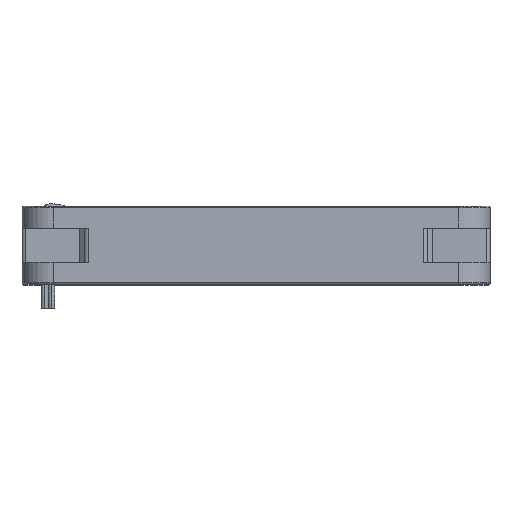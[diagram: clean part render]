
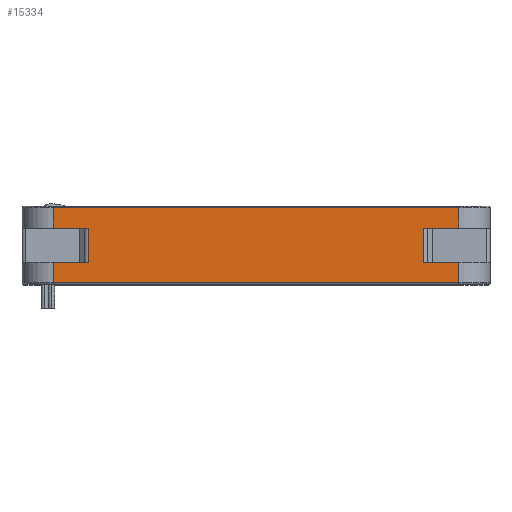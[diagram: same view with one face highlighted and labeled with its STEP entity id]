
A CAD part, top view. The second image highlights one B-rep face of the part: STEP entity #15334.
In plain terms, the highlighted planar face has unit normal (0, 0, 1).
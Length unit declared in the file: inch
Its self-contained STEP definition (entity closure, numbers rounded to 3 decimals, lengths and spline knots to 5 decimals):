
#193 = VECTOR ( 'NONE', #3052, 39.37008 ) ;
#424 = EDGE_CURVE ( 'NONE', #11469, #2412, #11623, .T. ) ;
#921 = CARTESIAN_POINT ( 'NONE',  ( -0.84646, 2.0162, 1.1811 ) ) ;
#1107 = CARTESIAN_POINT ( 'NONE',  ( 1.02362, 0.3937, 1.1811 ) ) ;
#1145 = VECTOR ( 'NONE', #4780, 39.37008 ) ;
#1201 = DIRECTION ( 'NONE',  ( 1., 0., 0. ) ) ;
#1324 = ORIENTED_EDGE ( 'NONE', *, *, #16357, .T. ) ;
#1537 = LINE ( 'NONE', #21225, #17645 ) ;
#1681 = CARTESIAN_POINT ( 'NONE',  ( 1.02362, 0.3937, 1.1811 ) ) ;
#1761 = VERTEX_POINT ( 'NONE', #2483 ) ;
#1876 = LINE ( 'NONE', #7263, #3108 ) ;
#2292 = VERTEX_POINT ( 'NONE', #8329 ) ;
#2322 = VERTEX_POINT ( 'NONE', #18408 ) ;
#2412 = VERTEX_POINT ( 'NONE', #17494 ) ;
#2483 = CARTESIAN_POINT ( 'NONE',  ( 1.02362, 0.11024, 1.1811 ) ) ;
#2630 = DIRECTION ( 'NONE',  ( 0., -1., 0. ) ) ;
#2673 = ORIENTED_EDGE ( 'NONE', *, *, #7426, .F. ) ;
#3052 = DIRECTION ( 'NONE',  ( 0., -1., 0. ) ) ;
#3101 = LINE ( 'NONE', #5275, #18396 ) ;
#3108 = VECTOR ( 'NONE', #10861, 39.37008 ) ;
#3299 = FACE_OUTER_BOUND ( 'NONE', #19146, .T. ) ;
#3334 = DIRECTION ( 'NONE',  ( -1., 0., 0. ) ) ;
#4293 = DIRECTION ( 'NONE',  ( 0., -1., 0. ) ) ;
#4553 = EDGE_CURVE ( 'NONE', #1761, #21360, #12826, .T. ) ;
#4645 = CARTESIAN_POINT ( 'NONE',  ( 1.02362, 0.00787, 1.1811 ) ) ;
#4761 = CARTESIAN_POINT ( 'NONE',  ( 1.02362, 0.28346, 1.1811 ) ) ;
#4780 = DIRECTION ( 'NONE',  ( 1., 0., 0. ) ) ;
#4877 = ORIENTED_EDGE ( 'NONE', *, *, #16441, .T. ) ;
#5057 = CARTESIAN_POINT ( 'NONE',  ( 1.02362, 0.28346, 1.1811 ) ) ;
#5163 = LINE ( 'NONE', #5057, #5863 ) ;
#5240 = DIRECTION ( 'NONE',  ( -1., 0., 0. ) ) ;
#5275 = CARTESIAN_POINT ( 'NONE',  ( 1.02362, 0.11024, 1.1811 ) ) ;
#5342 = CARTESIAN_POINT ( 'NONE',  ( -0.84646, 0.28346, 1.1811 ) ) ;
#5446 = CARTESIAN_POINT ( 'NONE',  ( 0.84646, 0.11024, 1.1811 ) ) ;
#5863 = VECTOR ( 'NONE', #12306, 39.37008 ) ;
#6096 = EDGE_CURVE ( 'NONE', #8181, #21360, #11621, .T. ) ;
#6210 = VECTOR ( 'NONE', #6927, 39.37008 ) ;
#6497 = LINE ( 'NONE', #20692, #1145 ) ;
#6927 = DIRECTION ( 'NONE',  ( -1., 0., 0. ) ) ;
#6964 = CARTESIAN_POINT ( 'NONE',  ( 0.84646, 0.28346, 1.1811 ) ) ;
#7263 = CARTESIAN_POINT ( 'NONE',  ( 1.02362, 0.3937, 1.1811 ) ) ;
#7426 = EDGE_CURVE ( 'NONE', #1761, #22782, #1876, .T. ) ;
#7893 = VERTEX_POINT ( 'NONE', #14079 ) ;
#7964 = ORIENTED_EDGE ( 'NONE', *, *, #15963, .T. ) ;
#8181 = VERTEX_POINT ( 'NONE', #6964 ) ;
#8329 = CARTESIAN_POINT ( 'NONE',  ( 1.02362, 0.38583, 1.1811 ) ) ;
#8780 = DIRECTION ( 'NONE',  ( 0., 0., -1. ) ) ;
#8848 = ORIENTED_EDGE ( 'NONE', *, *, #16059, .T. ) ;
#8938 = VECTOR ( 'NONE', #2630, 39.37008 ) ;
#9339 = ORIENTED_EDGE ( 'NONE', *, *, #18816, .T. ) ;
#9464 = CARTESIAN_POINT ( 'NONE',  ( -1.02362, 0.3937, 1.1811 ) ) ;
#10861 = DIRECTION ( 'NONE',  ( 0., -1., 0. ) ) ;
#11290 = EDGE_CURVE ( 'NONE', #2292, #7893, #20577, .T. ) ;
#11469 = VERTEX_POINT ( 'NONE', #5342 ) ;
#11621 = LINE ( 'NONE', #18435, #8938 ) ;
#11623 = LINE ( 'NONE', #921, #12147 ) ;
#11799 = VECTOR ( 'NONE', #4293, 39.37008 ) ;
#11872 = ORIENTED_EDGE ( 'NONE', *, *, #11290, .F. ) ;
#12147 = VECTOR ( 'NONE', #13125, 39.37008 ) ;
#12306 = DIRECTION ( 'NONE',  ( 1., 0., 0. ) ) ;
#12826 = LINE ( 'NONE', #21797, #15208 ) ;
#13125 = DIRECTION ( 'NONE',  ( 0., -1., 0. ) ) ;
#13221 = VECTOR ( 'NONE', #1201, 39.37008 ) ;
#13646 = LINE ( 'NONE', #4761, #13221 ) ;
#14074 = VERTEX_POINT ( 'NONE', #16057 ) ;
#14079 = CARTESIAN_POINT ( 'NONE',  ( 1.02362, 0.28346, 1.1811 ) ) ;
#14280 = ORIENTED_EDGE ( 'NONE', *, *, #15759, .T. ) ;
#14335 = VERTEX_POINT ( 'NONE', #15689 ) ;
#15010 = AXIS2_PLACEMENT_3D ( 'NONE', #1681, #8780, #5240 ) ;
#15208 = VECTOR ( 'NONE', #21465, 39.37008 ) ;
#15334 = ADVANCED_FACE ( 'NONE', ( #3299 ), #17821, .F. ) ;
#15689 = CARTESIAN_POINT ( 'NONE',  ( -1.02362, 0.38583, 1.1811 ) ) ;
#15759 = EDGE_CURVE ( 'NONE', #8181, #7893, #13646, .T. ) ;
#15963 = EDGE_CURVE ( 'NONE', #14335, #2322, #1537, .T. ) ;
#16057 = CARTESIAN_POINT ( 'NONE',  ( -1.02362, 0.11024, 1.1811 ) ) ;
#16059 = EDGE_CURVE ( 'NONE', #2292, #14335, #19511, .T. ) ;
#16357 = EDGE_CURVE ( 'NONE', #2412, #14074, #3101, .T. ) ;
#16441 = EDGE_CURVE ( 'NONE', #2322, #11469, #5163, .T. ) ;
#16702 = ORIENTED_EDGE ( 'NONE', *, *, #4553, .T. ) ;
#16870 = VERTEX_POINT ( 'NONE', #17505 ) ;
#17085 = ORIENTED_EDGE ( 'NONE', *, *, #6096, .F. ) ;
#17464 = CARTESIAN_POINT ( 'NONE',  ( 1.02362, 0.38583, 1.1811 ) ) ;
#17494 = CARTESIAN_POINT ( 'NONE',  ( -0.84646, 0.11024, 1.1811 ) ) ;
#17505 = CARTESIAN_POINT ( 'NONE',  ( -1.02362, 0.00787, 1.1811 ) ) ;
#17645 = VECTOR ( 'NONE', #22597, 39.37008 ) ;
#17821 = PLANE ( 'NONE',  #15010 ) ;
#18396 = VECTOR ( 'NONE', #3334, 39.37008 ) ;
#18408 = CARTESIAN_POINT ( 'NONE',  ( -1.02362, 0.28346, 1.1811 ) ) ;
#18435 = CARTESIAN_POINT ( 'NONE',  ( 0.84646, 2.0162, 1.1811 ) ) ;
#18816 = EDGE_CURVE ( 'NONE', #14074, #16870, #19986, .T. ) ;
#19009 = EDGE_CURVE ( 'NONE', #16870, #22782, #6497, .T. ) ;
#19146 = EDGE_LOOP ( 'NONE', ( #9339, #20354, #2673, #16702, #17085, #14280, #11872, #8848, #7964, #4877, #19799, #1324 ) ) ;
#19511 = LINE ( 'NONE', #17464, #6210 ) ;
#19799 = ORIENTED_EDGE ( 'NONE', *, *, #424, .T. ) ;
#19986 = LINE ( 'NONE', #9464, #11799 ) ;
#20354 = ORIENTED_EDGE ( 'NONE', *, *, #19009, .T. ) ;
#20577 = LINE ( 'NONE', #1107, #193 ) ;
#20692 = CARTESIAN_POINT ( 'NONE',  ( 1.02362, 0.00787, 1.1811 ) ) ;
#21225 = CARTESIAN_POINT ( 'NONE',  ( -1.02362, 0.3937, 1.1811 ) ) ;
#21360 = VERTEX_POINT ( 'NONE', #5446 ) ;
#21465 = DIRECTION ( 'NONE',  ( -1., 0., 0. ) ) ;
#21797 = CARTESIAN_POINT ( 'NONE',  ( 1.02362, 0.11024, 1.1811 ) ) ;
#22597 = DIRECTION ( 'NONE',  ( 0., -1., 0. ) ) ;
#22782 = VERTEX_POINT ( 'NONE', #4645 ) ;
